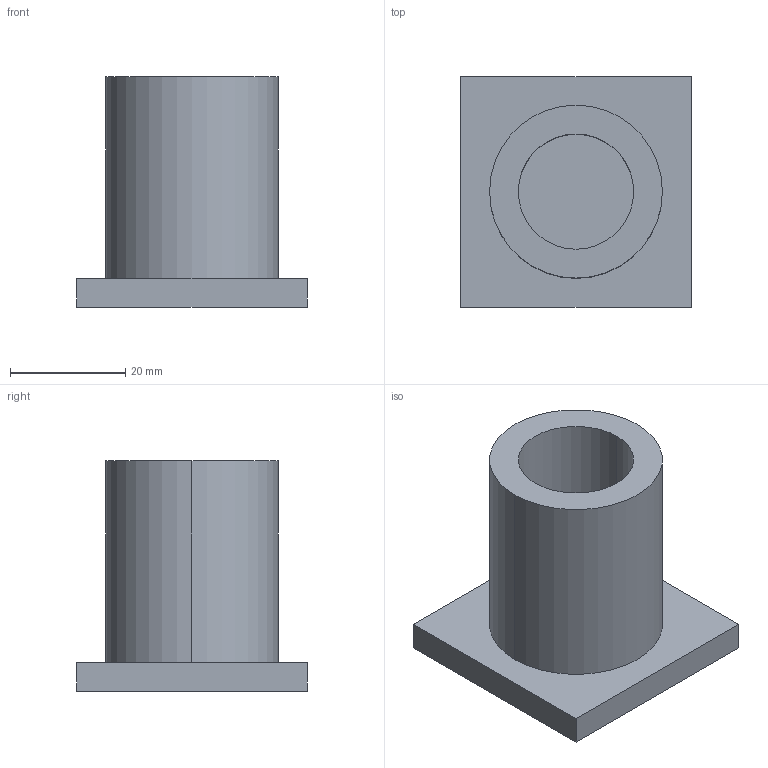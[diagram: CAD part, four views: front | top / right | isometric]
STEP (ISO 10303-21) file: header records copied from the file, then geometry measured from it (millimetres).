
FILE_DESCRIPTION(('produced by SPATIAL CORP'),'2;1');
FILE_NAME('motor_sleeve.hh.sat.stp', '2002-04-12T11:54:38+00:00',('SPATIAL CORP'),('SPATIAL CORP'), 'ACIS STEP Husk','http://www.spatial.com','SPATIAL CORP');
FILE_SCHEMA(('CONFIG_CONTROL_DESIGN'));
Length unit declared in the file: millimetre
Products named in the file (1): PRODUCT_ID_1
Bounding box: 40 x 40 x 40 mm (x, y, z)
Volume: 21744.5 mm3; surface area: 9497.8 mm2
Topology: 1 solids, 1 shells, 12 faces, 24 edges, 16 vertices
Faces by surface type: plane 8, cylinder 4
Entity records: 366 total; most frequent: ORIENTED_EDGE 48, CARTESIAN_POINT 45, DIRECTION 42, EDGE_CURVE 24, VERTEX_POINT 16, VECTOR 16, LINE 16, EDGE_LOOP 14
